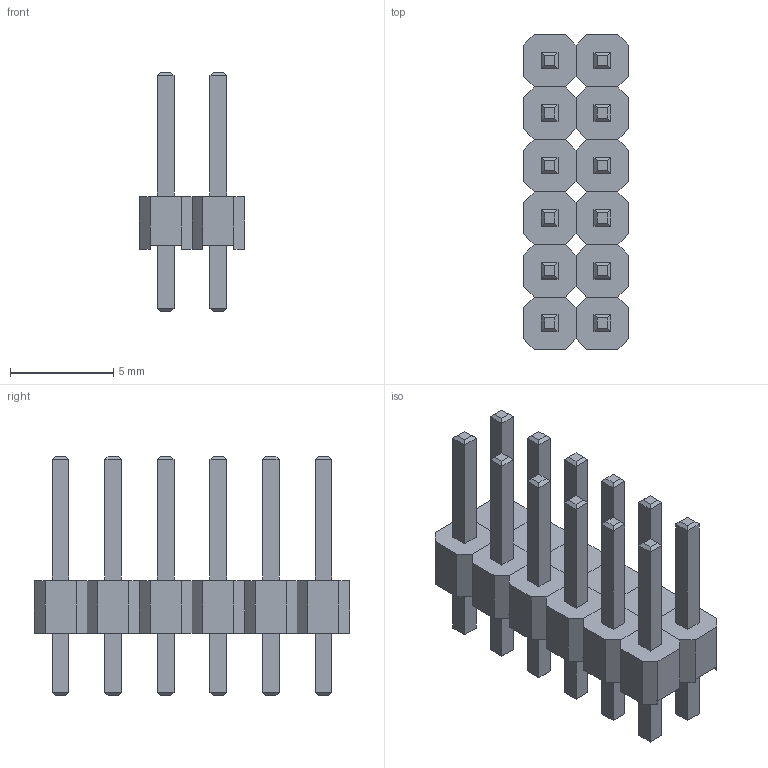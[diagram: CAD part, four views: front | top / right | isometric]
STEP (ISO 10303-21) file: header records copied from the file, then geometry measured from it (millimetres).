
FILE_DESCRIPTION(('FreeCAD Model'),'2;1');
FILE_NAME( '2x06.stp', '2014-10-21T22:33:38',('FreeCAD'),('FreeCAD'), 'Open CASCADE STEP processor 6.6','FreeCAD','Unknown');
FILE_SCHEMA(('AUTOMOTIVE_DESIGN_CC2 { 1 2 10303 214 -1 1 5 4 }'));
Length unit declared in the file: millimetre
Products named in the file (2): Array; Array001
Bounding box: 5.08 x 15.24 x 11.54 mm (x, y, z)
Volume: 240.9 mm3; surface area: 944.7 mm2
Topology: 24 solids, 24 shells, 384 faces, 864 edges, 528 vertices
Faces by surface type: plane 384
Entity records: 21630 total; most frequent: CARTESIAN_POINT 3625, DIRECTION 3242, LINE 2472, VECTOR 2472, ORIENTED_EDGE 1728, PCURVE 1728, DEFINITIONAL_REPRESENTATION 1728, EDGE_CURVE 864
